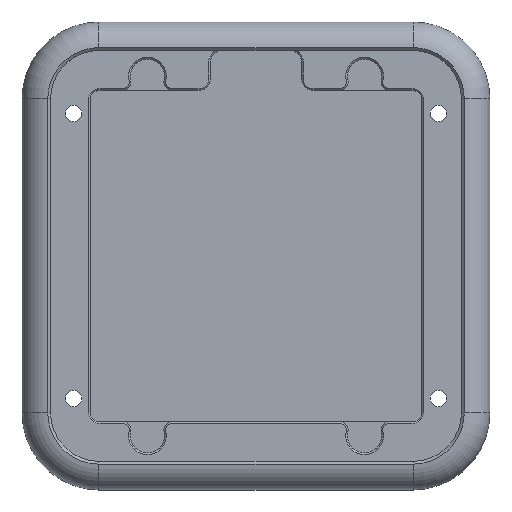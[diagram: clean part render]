
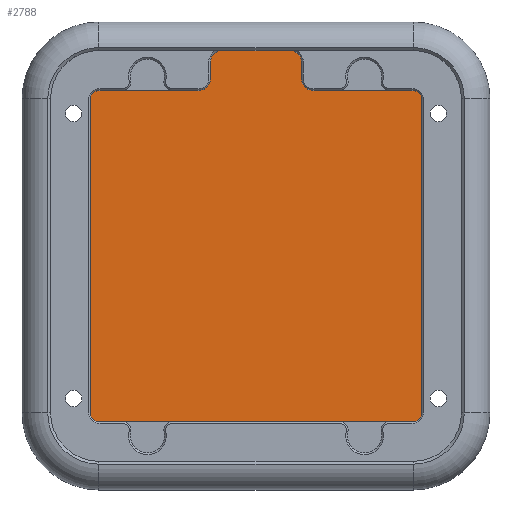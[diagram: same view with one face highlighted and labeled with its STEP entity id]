
A CAD part, top view. The second image highlights one B-rep face of the part: STEP entity #2788.
In plain terms, the highlighted planar face has unit normal (0, 0, 1).
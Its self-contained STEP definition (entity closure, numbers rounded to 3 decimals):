
#156=LINE('',#4349,#386);
#171=LINE('',#4391,#401);
#179=LINE('',#4412,#409);
#273=LINE('',#4832,#503);
#276=LINE('',#4842,#506);
#281=LINE('',#4854,#511);
#300=LINE('',#4927,#530);
#301=LINE('',#4932,#531);
#386=VECTOR('',#3467,10.);
#401=VECTOR('',#3512,10.);
#409=VECTOR('',#3534,10.);
#503=VECTOR('',#3850,10.);
#506=VECTOR('',#3863,10.);
#511=VECTOR('',#3876,10.);
#530=VECTOR('',#3971,10.);
#531=VECTOR('',#3976,10.);
#772=FACE_OUTER_BOUND('',#958,.T.);
#958=EDGE_LOOP('',(#2507,#2508,#2509,#2510,#2511,#2512,#2513,#2514,#2515,
#2516,#2517,#2518,#2519,#2520,#2521,#2522));
#1099=CIRCLE('',#3071,2.);
#1100=CIRCLE('',#3074,2.);
#1101=CIRCLE('',#3076,2.);
#1102=CIRCLE('',#3079,2.);
#1119=CIRCLE('',#3119,1.5);
#1120=CIRCLE('',#3120,1.5);
#1121=CIRCLE('',#3121,1.5);
#1122=CIRCLE('',#3122,1.5);
#1231=VERTEX_POINT('',#4346);
#1232=VERTEX_POINT('',#4348);
#1243=VERTEX_POINT('',#4388);
#1244=VERTEX_POINT('',#4390);
#1249=VERTEX_POINT('',#4409);
#1250=VERTEX_POINT('',#4411);
#1337=VERTEX_POINT('',#4824);
#1338=VERTEX_POINT('',#4826);
#1339=VERTEX_POINT('',#4830);
#1340=VERTEX_POINT('',#4834);
#1341=VERTEX_POINT('',#4838);
#1342=VERTEX_POINT('',#4844);
#1359=VERTEX_POINT('',#4924);
#1360=VERTEX_POINT('',#4926);
#1361=VERTEX_POINT('',#4929);
#1362=VERTEX_POINT('',#4931);
#1517=EDGE_CURVE('',#1231,#1232,#156,.T.);
#1539=EDGE_CURVE('',#1243,#1244,#171,.T.);
#1550=EDGE_CURVE('',#1249,#1250,#179,.T.);
#1701=EDGE_CURVE('',#1338,#1337,#1099,.T.);
#1704=EDGE_CURVE('',#1339,#1337,#273,.T.);
#1706=EDGE_CURVE('',#1339,#1340,#1100,.T.);
#1707=EDGE_CURVE('',#1244,#1341,#1101,.F.);
#1709=EDGE_CURVE('',#1341,#1340,#276,.T.);
#1711=EDGE_CURVE('',#1342,#1249,#1102,.F.);
#1715=EDGE_CURVE('',#1338,#1342,#281,.T.);
#1750=EDGE_CURVE('',#1359,#1243,#1119,.T.);
#1751=EDGE_CURVE('',#1360,#1359,#300,.T.);
#1752=EDGE_CURVE('',#1232,#1360,#1120,.T.);
#1753=EDGE_CURVE('',#1361,#1231,#1121,.T.);
#1754=EDGE_CURVE('',#1362,#1361,#301,.T.);
#1755=EDGE_CURVE('',#1250,#1362,#1122,.T.);
#2507=ORIENTED_EDGE('',*,*,#1706,.T.);
#2508=ORIENTED_EDGE('',*,*,#1709,.F.);
#2509=ORIENTED_EDGE('',*,*,#1707,.F.);
#2510=ORIENTED_EDGE('',*,*,#1539,.F.);
#2511=ORIENTED_EDGE('',*,*,#1750,.F.);
#2512=ORIENTED_EDGE('',*,*,#1751,.F.);
#2513=ORIENTED_EDGE('',*,*,#1752,.F.);
#2514=ORIENTED_EDGE('',*,*,#1517,.F.);
#2515=ORIENTED_EDGE('',*,*,#1753,.F.);
#2516=ORIENTED_EDGE('',*,*,#1754,.F.);
#2517=ORIENTED_EDGE('',*,*,#1755,.F.);
#2518=ORIENTED_EDGE('',*,*,#1550,.F.);
#2519=ORIENTED_EDGE('',*,*,#1711,.F.);
#2520=ORIENTED_EDGE('',*,*,#1715,.F.);
#2521=ORIENTED_EDGE('',*,*,#1701,.T.);
#2522=ORIENTED_EDGE('',*,*,#1704,.F.);
#2625=PLANE('',#3118);
#2788=ADVANCED_FACE('',(#772),#2625,.F.);
#3071=AXIS2_PLACEMENT_3D('',#4827,#3844,#3845);
#3074=AXIS2_PLACEMENT_3D('',#4836,#3854,#3855);
#3076=AXIS2_PLACEMENT_3D('',#4839,#3858,#3859);
#3079=AXIS2_PLACEMENT_3D('',#4846,#3867,#3868);
#3118=AXIS2_PLACEMENT_3D('',#4923,#3967,#3968);
#3119=AXIS2_PLACEMENT_3D('',#4925,#3969,#3970);
#3120=AXIS2_PLACEMENT_3D('',#4928,#3972,#3973);
#3121=AXIS2_PLACEMENT_3D('',#4930,#3974,#3975);
#3122=AXIS2_PLACEMENT_3D('',#4933,#3977,#3978);
#3467=DIRECTION('',(-1.,0.,0.));
#3512=DIRECTION('',(1.,0.,0.));
#3534=DIRECTION('',(1.,0.,0.));
#3844=DIRECTION('center_axis',(0.,0.,1.));
#3845=DIRECTION('ref_axis',(0.707,0.707,0.));
#3850=DIRECTION('',(1.,0.,0.));
#3854=DIRECTION('center_axis',(0.,0.,1.));
#3855=DIRECTION('ref_axis',(-0.707,0.707,0.));
#3858=DIRECTION('center_axis',(0.,0.,-1.));
#3859=DIRECTION('ref_axis',(0.707,-0.707,0.));
#3863=DIRECTION('',(0.,1.,0.));
#3867=DIRECTION('center_axis',(0.,0.,-1.));
#3868=DIRECTION('ref_axis',(-0.707,-0.707,0.));
#3876=DIRECTION('',(0.,-1.,0.));
#3967=DIRECTION('center_axis',(0.,0.,-1.));
#3968=DIRECTION('ref_axis',(1.,0.,0.));
#3969=DIRECTION('center_axis',(0.,0.,-1.));
#3970=DIRECTION('ref_axis',(0.,1.,0.));
#3971=DIRECTION('',(0.,1.,0.));
#3972=DIRECTION('center_axis',(0.,0.,-1.));
#3973=DIRECTION('ref_axis',(-1.,0.,0.));
#3974=DIRECTION('center_axis',(0.,0.,-1.));
#3975=DIRECTION('ref_axis',(0.,-1.,0.));
#3976=DIRECTION('',(0.,-1.,0.));
#3977=DIRECTION('center_axis',(0.,0.,-1.));
#3978=DIRECTION('ref_axis',(1.,0.,0.));
#4346=CARTESIAN_POINT('',(56.125,-57.625,-10.5));
#4348=CARTESIAN_POINT('',(1.025,-57.625,-10.5));
#4349=CARTESIAN_POINT('',(14.8,-57.625,-10.5));
#4388=CARTESIAN_POINT('',(1.025,0.475,-10.5));
#4390=CARTESIAN_POINT('',(18.575,0.475,-10.5));
#4391=CARTESIAN_POINT('',(42.35,0.475,-10.5));
#4409=CARTESIAN_POINT('',(38.575,0.475,-10.5));
#4411=CARTESIAN_POINT('',(56.125,0.475,-10.5));
#4412=CARTESIAN_POINT('',(42.35,0.475,-10.5));
#4824=CARTESIAN_POINT('',(34.575,7.475,-10.5));
#4826=CARTESIAN_POINT('',(36.575,5.475,-10.5));
#4827=CARTESIAN_POINT('Origin',(34.575,5.475,-10.5));
#4830=CARTESIAN_POINT('',(22.575,7.475,-10.5));
#4832=CARTESIAN_POINT('',(24.575,7.475,-10.5));
#4834=CARTESIAN_POINT('',(20.575,5.475,-10.5));
#4836=CARTESIAN_POINT('Origin',(22.575,5.475,-10.5));
#4838=CARTESIAN_POINT('',(20.575,2.475,-10.5));
#4839=CARTESIAN_POINT('Origin',(18.575,2.475,-10.5));
#4842=CARTESIAN_POINT('',(20.575,-12.3,-10.5));
#4844=CARTESIAN_POINT('',(36.575,2.475,-10.5));
#4846=CARTESIAN_POINT('Origin',(38.575,2.475,-10.5));
#4854=CARTESIAN_POINT('',(36.575,-8.8,-10.5));
#4923=CARTESIAN_POINT('Origin',(28.575,-28.575,-10.5));
#4924=CARTESIAN_POINT('',(-0.475,-1.025,-10.5));
#4925=CARTESIAN_POINT('Origin',(1.025,-1.025,-10.5));
#4926=CARTESIAN_POINT('',(-0.475,-56.125,-10.5));
#4927=CARTESIAN_POINT('',(-0.475,-14.8,-10.5));
#4928=CARTESIAN_POINT('Origin',(1.025,-56.125,-10.5));
#4929=CARTESIAN_POINT('',(57.625,-56.125,-10.5));
#4930=CARTESIAN_POINT('Origin',(56.125,-56.125,-10.5));
#4931=CARTESIAN_POINT('',(57.625,-1.025,-10.5));
#4932=CARTESIAN_POINT('',(57.625,-42.35,-10.5));
#4933=CARTESIAN_POINT('Origin',(56.125,-1.025,-10.5));
